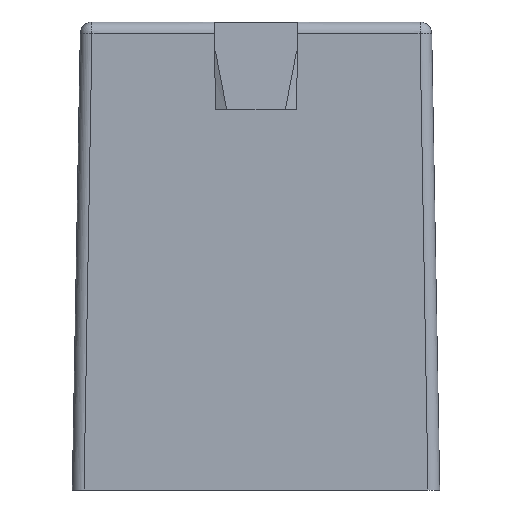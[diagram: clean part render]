
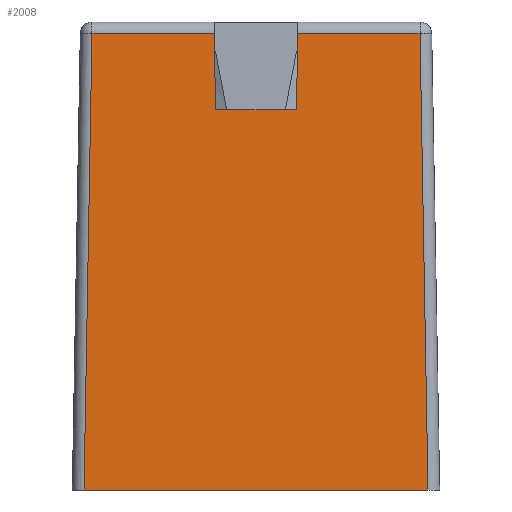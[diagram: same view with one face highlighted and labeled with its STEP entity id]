
A CAD part, left-side view. The second image highlights one B-rep face of the part: STEP entity #2008.
In plain terms, the highlighted planar face has unit normal (-1, 0, 0.018).
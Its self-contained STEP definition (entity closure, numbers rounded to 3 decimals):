
#367=CARTESIAN_POINT('',(-1.57,1.47,0.));
#375=DIRECTION('',(0.,-1.,0.));
#376=VECTOR('',#375,2.94);
#377=CARTESIAN_POINT('',(-1.57,1.47,0.));
#378=LINE('',#377,#376);
#385=CARTESIAN_POINT('',(-1.57,-1.47,0.));
#466=DIRECTION('',(0.,1.,0.));
#467=VECTOR('',#466,0.691);
#468=CARTESIAN_POINT('',(-1.513,-0.346,3.25));
#469=LINE('',#468,#467);
#470=DIRECTION('',(-0.017,0.017,-1.));
#471=VECTOR('',#470,0.652);
#472=CARTESIAN_POINT('',(-1.502,-0.357,
3.902));
#473=LINE('',#472,#471);
#474=DIRECTION('',(0.,-1.,0.));
#475=VECTOR('',#474,1.045);
#476=CARTESIAN_POINT('',(-1.502,-0.357,
3.902));
#477=LINE('',#476,#475);
#478=DIRECTION('',(-0.017,-0.017,-1.));
#479=VECTOR('',#478,3.903);
#480=CARTESIAN_POINT('',(-1.502,-1.402,3.902));
#481=LINE('',#480,#479);
#482=DIRECTION('',(-0.017,0.017,-1.));
#483=VECTOR('',#482,3.903);
#484=CARTESIAN_POINT('',(-1.502,1.402,3.902));
#485=LINE('',#484,#483);
#486=DIRECTION('',(0.,-1.,0.));
#487=VECTOR('',#486,1.045);
#488=CARTESIAN_POINT('',(-1.502,1.402,3.902));
#489=LINE('',#488,#487);
#490=DIRECTION('',(-0.017,-0.017,-1.));
#491=VECTOR('',#490,0.652);
#492=CARTESIAN_POINT('',(-1.502,0.357,3.902));
#493=LINE('',#492,#491);
#1191=VERTEX_POINT('',#385);
#1192=CARTESIAN_POINT('',(-1.502,-1.402,
3.902));
#1193=VERTEX_POINT('',#1192);
#1196=VERTEX_POINT('',#367);
#1200=CARTESIAN_POINT('',(-1.502,1.402,3.902));
#1201=VERTEX_POINT('',#1200);
#1351=CARTESIAN_POINT('',(-1.513,-0.346,3.25));
#1352=CARTESIAN_POINT('',(-1.513,0.346,3.25));
#1353=VERTEX_POINT('',#1351);
#1354=VERTEX_POINT('',#1352);
#1355=CARTESIAN_POINT('',(-1.502,0.357,
3.902));
#1356=VERTEX_POINT('',#1355);
#1357=CARTESIAN_POINT('',(-1.502,-0.357,
3.902));
#1358=VERTEX_POINT('',#1357);
#1987=CARTESIAN_POINT('',(-1.535,0.,2.));
#1988=DIRECTION('',(-1.,0.,0.017));
#1989=DIRECTION('',(0.,-1.,0.));
#1990=AXIS2_PLACEMENT_3D('',#1987,#1988,#1989);
#1991=PLANE('',#1990);
#1992=ORIENTED_EDGE('',*,*,#1938,.F.);
#1994=ORIENTED_EDGE('',*,*,#1993,.F.);
#1996=ORIENTED_EDGE('',*,*,#1995,.T.);
#1998=ORIENTED_EDGE('',*,*,#1997,.T.);
#1999=ORIENTED_EDGE('',*,*,#1864,.F.);
#2001=ORIENTED_EDGE('',*,*,#2000,.F.);
#2003=ORIENTED_EDGE('',*,*,#2002,.T.);
#2005=ORIENTED_EDGE('',*,*,#2004,.T.);
#2006=EDGE_LOOP('',(#1992,#1994,#1996,#1998,#1999,#2001,#2003,#2005));
#2007=FACE_OUTER_BOUND('',#2006,.F.);
#2008=ADVANCED_FACE('',(#2007),#1991,.T.);
#1864=EDGE_CURVE('',#1196,#1191,#378,.T.);
#1938=EDGE_CURVE('',#1353,#1354,#469,.T.);
#1993=EDGE_CURVE('',#1358,#1353,#473,.T.);
#1995=EDGE_CURVE('',#1358,#1193,#477,.T.);
#1997=EDGE_CURVE('',#1193,#1191,#481,.T.);
#2000=EDGE_CURVE('',#1201,#1196,#485,.T.);
#2002=EDGE_CURVE('',#1201,#1356,#489,.T.);
#2004=EDGE_CURVE('',#1356,#1354,#493,.T.);
